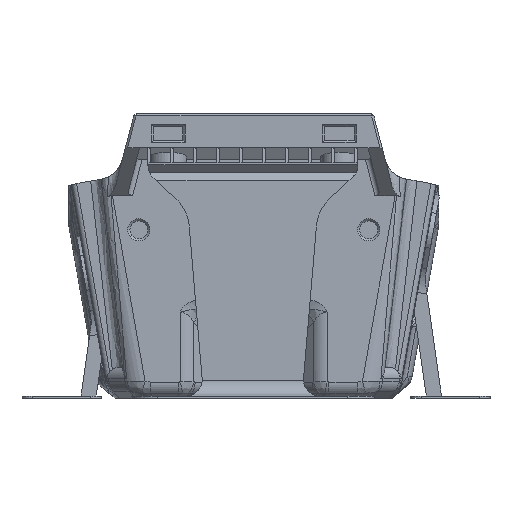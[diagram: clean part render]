
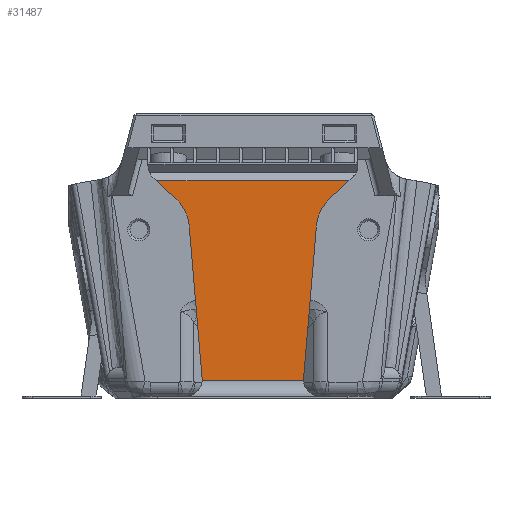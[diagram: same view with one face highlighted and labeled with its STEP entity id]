
A CAD part, front view. The second image highlights one B-rep face of the part: STEP entity #31487.
In plain terms, the highlighted planar face has unit normal (0, -1, 0).
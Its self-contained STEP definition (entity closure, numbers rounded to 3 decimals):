
#259=CIRCLE('',#33516,3.);
#260=CIRCLE('',#33517,3.);
#261=CIRCLE('',#33518,8.);
#262=CIRCLE('',#33519,8.);
#4185=ORIENTED_EDGE('',*,*,#13316,.T.);
#4186=ORIENTED_EDGE('',*,*,#13317,.T.);
#4187=ORIENTED_EDGE('',*,*,#13318,.T.);
#4188=ORIENTED_EDGE('',*,*,#13314,.F.);
#4189=ORIENTED_EDGE('',*,*,#13319,.T.);
#4190=ORIENTED_EDGE('',*,*,#13320,.T.);
#4191=ORIENTED_EDGE('',*,*,#13321,.F.);
#4192=ORIENTED_EDGE('',*,*,#13322,.F.);
#4193=ORIENTED_EDGE('',*,*,#13323,.T.);
#4194=ORIENTED_EDGE('',*,*,#13324,.T.);
#13314=EDGE_CURVE('',#17972,#17973,#20961,.T.);
#13316=EDGE_CURVE('',#17974,#17975,#259,.T.);
#13317=EDGE_CURVE('',#17975,#17976,#20963,.F.);
#13318=EDGE_CURVE('',#17976,#17973,#260,.T.);
#13319=EDGE_CURVE('',#17972,#17977,#261,.T.);
#13320=EDGE_CURVE('',#17977,#17978,#20964,.T.);
#13321=EDGE_CURVE('',#17979,#17978,#20965,.T.);
#13322=EDGE_CURVE('',#17980,#17979,#20966,.T.);
#13323=EDGE_CURVE('',#17980,#17981,#262,.T.);
#13324=EDGE_CURVE('',#17981,#17974,#20967,.T.);
#17972=VERTEX_POINT('',#47967);
#17973=VERTEX_POINT('',#47969);
#17974=VERTEX_POINT('',#47973);
#17975=VERTEX_POINT('',#47974);
#17976=VERTEX_POINT('',#47976);
#17977=VERTEX_POINT('',#47979);
#17978=VERTEX_POINT('',#47981);
#17979=VERTEX_POINT('',#47983);
#17980=VERTEX_POINT('',#47985);
#17981=VERTEX_POINT('',#47987);
#20961=LINE('',#47968,#23762);
#20963=LINE('',#47975,#23764);
#20964=LINE('',#47980,#23765);
#20965=LINE('',#47982,#23766);
#20966=LINE('',#47984,#23767);
#20967=LINE('',#47988,#23768);
#23762=VECTOR('',#36866,1000.);
#23764=VECTOR('',#36872,1000.);
#23765=VECTOR('',#36877,1000.);
#23766=VECTOR('',#36878,1000.);
#23767=VECTOR('',#36879,1000.);
#23768=VECTOR('',#36882,1000.);
#26541=EDGE_LOOP('',(#4185,#4186,#4187,#4188,#4189,#4190,#4191,#4192,#4193,
#4194));
#28525=FACE_BOUND('',#26541,.T.);
#30378=PLANE('',#33515);
#31487=ADVANCED_FACE('',(#28525),#30378,.F.);
#33515=AXIS2_PLACEMENT_3D('',#47971,#36868,#36869);
#33516=AXIS2_PLACEMENT_3D('',#47972,#36870,#36871);
#33517=AXIS2_PLACEMENT_3D('',#47977,#36873,#36874);
#33518=AXIS2_PLACEMENT_3D('',#47978,#36875,#36876);
#33519=AXIS2_PLACEMENT_3D('',#47986,#36880,#36881);
#36866=DIRECTION('',(-0.084,0.,-0.996));
#36868=DIRECTION('',(0.,1.,0.));
#36869=DIRECTION('',(0.,0.,1.));
#36870=DIRECTION('',(0.,1.,0.));
#36871=DIRECTION('',(0.,0.,1.));
#36872=DIRECTION('',(-1.,0.,0.));
#36873=DIRECTION('',(0.,1.,0.));
#36874=DIRECTION('',(0.,0.,1.));
#36875=DIRECTION('',(0.,1.,0.));
#36876=DIRECTION('',(0.,0.,1.));
#36877=DIRECTION('',(0.731,0.,0.682));
#36878=DIRECTION('',(1.,0.,0.));
#36879=DIRECTION('',(-0.731,0.,0.682));
#36880=DIRECTION('',(0.,1.,0.));
#36881=DIRECTION('',(0.,0.,1.));
#36882=DIRECTION('',(0.084,0.,-0.996));
#47967=CARTESIAN_POINT('',(11.856,-32.314,32.579));
#47968=CARTESIAN_POINT('',(36.482,-32.314,324.724));
#47969=CARTESIAN_POINT('',(9.418,-32.314,3.652));
#47971=CARTESIAN_POINT('',(0.,-32.314,327.8));
#47972=CARTESIAN_POINT('',(-12.767,-32.314,3.4));
#47973=CARTESIAN_POINT('',(-9.777,-32.314,3.652));
#47974=CARTESIAN_POINT('',(-9.767,-32.314,3.4));
#47975=CARTESIAN_POINT('',(9.143,-32.314,3.4));
#47976=CARTESIAN_POINT('',(9.407,-32.314,3.4));
#47977=CARTESIAN_POINT('',(12.407,-32.314,3.4));
#47978=CARTESIAN_POINT('',(19.828,-32.314,31.907));
#47979=CARTESIAN_POINT('',(14.372,-32.314,37.757));
#47980=CARTESIAN_POINT('',(16.736,-32.314,39.963));
#47981=CARTESIAN_POINT('',(17.982,-32.314,41.124));
#47982=CARTESIAN_POINT('',(-65.369,-32.314,41.124));
#47983=CARTESIAN_POINT('',(-18.341,-32.314,41.124));
#47984=CARTESIAN_POINT('',(-17.096,-32.314,39.963));
#47985=CARTESIAN_POINT('',(-14.731,-32.314,37.757));
#47986=CARTESIAN_POINT('',(-20.187,-32.314,31.907));
#47987=CARTESIAN_POINT('',(-12.216,-32.314,32.579));
#47988=CARTESIAN_POINT('',(-36.839,-32.314,324.694));
